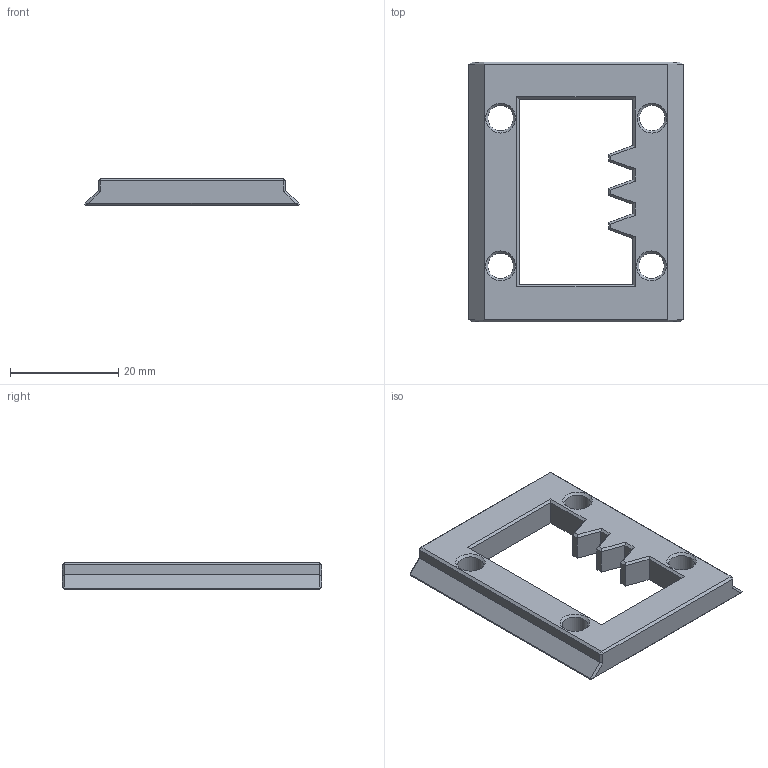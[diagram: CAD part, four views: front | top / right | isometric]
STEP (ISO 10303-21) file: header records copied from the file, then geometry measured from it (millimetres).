
FILE_DESCRIPTION(/* description */ (''),/* implementation_level */ '2;1');
FILE_NAME(/* name */ 'rack.step',/* time_stamp */ '2025-08-26T19:11:32-04:00',/* author */ (''),/* organization */ (''),/* preprocessor_version */ 'ST-DEVELOPER v20.1',/* originating_system */ 'Autodesk Translation Framework v14.10.0.0',/* authorisation */ '');
FILE_SCHEMA (('AUTOMOTIVE_DESIGN { 1 0 10303 214 3 1 1 }'));
Length unit declared in the file: millimetre
Products named in the file (1): Rack
Bounding box: 39.53 x 47.84 x 5 mm (x, y, z)
Volume: 4844.4 mm3; surface area: 3798.8 mm2
Topology: 1 solids, 1 shells, 76 faces, 170 edges, 96 vertices
Faces by surface type: plane 64, cone 8, cylinder 4
Full cylindrical faces by diameter (mm): 4.7 x4
Entity records: 2067 total; most frequent: CARTESIAN_POINT 343, ORIENTED_EDGE 340, DIRECTION 340, EDGE_CURVE 170, LINE 154, VECTOR 154, VERTEX_POINT 96, AXIS2_PLACEMENT_3D 93
